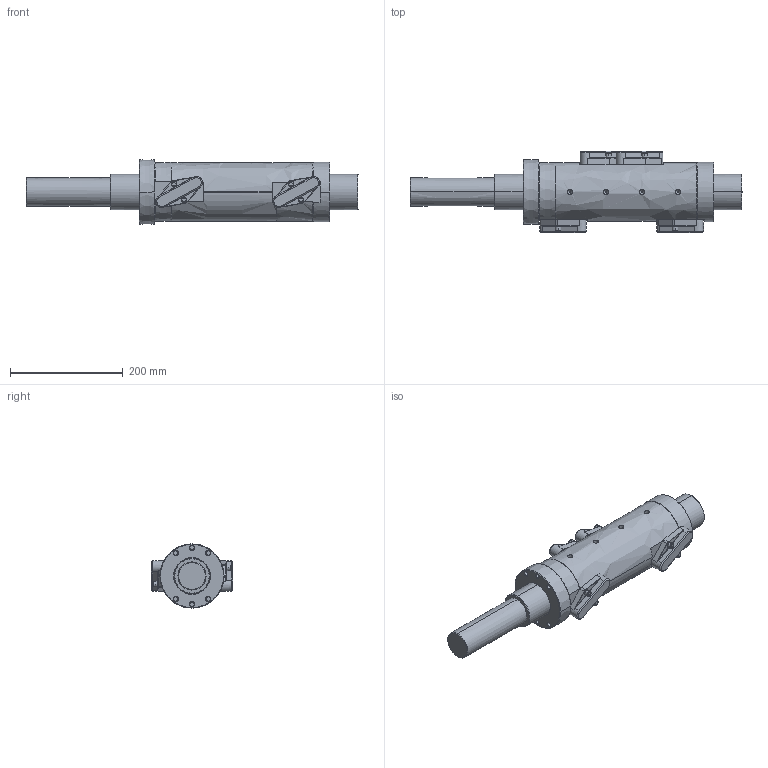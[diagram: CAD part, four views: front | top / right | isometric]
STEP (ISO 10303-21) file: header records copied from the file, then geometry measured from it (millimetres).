
FILE_DESCRIPTION((''),'2;1');
FILE_NAME('00_HSP6316FY_ASM','2022-07-13T17:18:26',('10019049'),(''),'CREO PARAMETRIC BY PTC INC, 2019080','CREO PARAMETRIC BY PTC INC, 2019080','');
FILE_SCHEMA(('CONFIG_CONTROL_DESIGN'));
Length unit declared in the file: millimetre
Products named in the file (6): NUT_HSP6316FY; SHAFT_HSP6316FY; LOCKER2_HSP6316FY; __6_0001; M616_0001; 00_HSP6316FY_ASM
Assembly tree (22 placements, depth 2):
  00_HSP6316FY_ASM
    NUT_HSP6316FY
    SHAFT_HSP6316FY
    LOCKER2_HSP6316FY  x4
    __6_0001  x8
    M616_0001  x8
Bounding box: 590 x 144 x 114 mm (x, y, z)
Surface area: 362417.2 mm2 (no closed solid volume)
Topology: 0 solids, 0 shells, 531 faces, 2486 edges, 2454 vertices
Faces by surface type: bspline 498, torus 33
Entity records: 23609 total; most frequent: CARTESIAN_POINT 14175, DIRECTION 1511, TRIMMED_CURVE 1236, VECTOR 1027, LINE 1027, DEFINITIONAL_REPRESENTATION 1010, PCURVE 1010, COMPOSITE_CURVE_SEGMENT 1010
